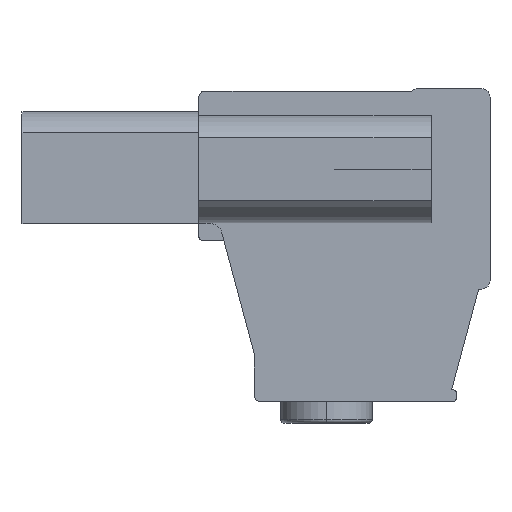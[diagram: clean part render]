
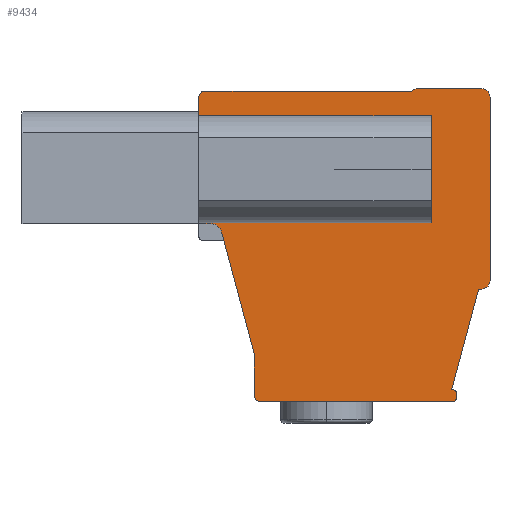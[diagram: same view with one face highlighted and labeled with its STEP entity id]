
A CAD part, front view. The second image highlights one B-rep face of the part: STEP entity #9434.
In plain terms, the highlighted planar face has unit normal (0, -1, 0).
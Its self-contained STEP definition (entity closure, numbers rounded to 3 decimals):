
#497=DIRECTION('',(0.,0.,-1.));
#498=VECTOR('',#497,1.55);
#499=CARTESIAN_POINT('',(0.,-70.96,5.8));
#500=LINE('',#499,#498);
#523=DIRECTION('',(0.,0.,-1.));
#524=VECTOR('',#523,0.05);
#525=CARTESIAN_POINT('',(0.,-70.96,-4.65));
#526=LINE('',#525,#524);
#1475=DIRECTION('',(0.,0.,-1.));
#1476=VECTOR('',#1475,1.);
#1477=CARTESIAN_POINT('',(19.3,-70.96,-3.65));
#1478=LINE('',#1477,#1476);
#1479=DIRECTION('',(-1.,0.,0.));
#1480=VECTOR('',#1479,13.2);
#1481=CARTESIAN_POINT('',(19.3,-70.96,3.25));
#1482=LINE('',#1481,#1480);
#1483=DIRECTION('',(0.,0.,-1.));
#1484=VECTOR('',#1483,1.);
#1485=CARTESIAN_POINT('',(19.3,-70.96,4.25));
#1486=LINE('',#1485,#1484);
#1487=DIRECTION('',(1.,0.,0.));
#1488=VECTOR('',#1487,19.3);
#1489=CARTESIAN_POINT('',(0.,-70.96,4.25));
#1490=LINE('',#1489,#1488);
#1491=CARTESIAN_POINT('',(0.5,-70.96,5.8));
#1492=DIRECTION('',(0.,1.,0.));
#1493=DIRECTION('',(-1.,0.,0.));
#1494=AXIS2_PLACEMENT_3D('',#1491,#1492,#1493);
#1496=DIRECTION('',(1.,0.,0.));
#1497=VECTOR('',#1496,17.204);
#1498=CARTESIAN_POINT('',(0.5,-70.96,6.3));
#1499=LINE('',#1498,#1497);
#1500=DIRECTION('',(0.866,0.,0.5));
#1501=VECTOR('',#1500,0.4);
#1502=CARTESIAN_POINT('',(17.704,-70.96,6.3));
#1503=LINE('',#1502,#1501);
#1504=DIRECTION('',(1.,0.,0.));
#1505=VECTOR('',#1504,5.45);
#1506=CARTESIAN_POINT('',(18.05,-70.96,6.5));
#1507=LINE('',#1506,#1505);
#1508=CARTESIAN_POINT('',(23.5,-70.96,5.8));
#1509=DIRECTION('',(0.,1.,0.));
#1510=DIRECTION('',(0.,0.,1.));
#1511=AXIS2_PLACEMENT_3D('',#1508,#1509,#1510);
#1513=CARTESIAN_POINT('',(23.5,-70.96,-9.45));
#1514=DIRECTION('',(0.,1.,0.));
#1515=DIRECTION('',(1.,0.,0.));
#1516=AXIS2_PLACEMENT_3D('',#1513,#1514,#1515);
#1518=DIRECTION('',(-1.,0.,0.));
#1519=VECTOR('',#1518,0.25);
#1520=CARTESIAN_POINT('',(23.5,-70.96,-10.15));
#1521=LINE('',#1520,#1519);
#1522=DIRECTION('',(-0.259,0.,-0.966));
#1523=VECTOR('',#1522,8.645);
#1524=CARTESIAN_POINT('',(23.25,-70.96,-10.15));
#1525=LINE('',#1524,#1523);
#1526=DIRECTION('',(1.,0.,0.));
#1527=VECTOR('',#1526,0.087);
#1528=CARTESIAN_POINT('',(21.013,-70.96,-18.5));
#1529=LINE('',#1528,#1527);
#1530=CARTESIAN_POINT('',(21.1,-70.96,-18.8));
#1531=DIRECTION('',(0.,1.,0.));
#1532=DIRECTION('',(0.,0.,1.));
#1533=AXIS2_PLACEMENT_3D('',#1530,#1531,#1532);
#1535=DIRECTION('',(0.,0.,-1.));
#1536=VECTOR('',#1535,0.4);
#1537=CARTESIAN_POINT('',(21.4,-70.96,-18.8));
#1538=LINE('',#1537,#1536);
#1539=CARTESIAN_POINT('',(21.1,-70.96,-19.2));
#1540=DIRECTION('',(0.,1.,0.));
#1541=DIRECTION('',(1.,0.,0.));
#1542=AXIS2_PLACEMENT_3D('',#1539,#1540,#1541);
#1544=DIRECTION('',(-1.,0.,0.));
#1545=VECTOR('',#1544,16.);
#1546=CARTESIAN_POINT('',(21.1,-70.96,-19.5));
#1547=LINE('',#1546,#1545);
#1548=CARTESIAN_POINT('',(5.1,-70.96,-19.));
#1549=DIRECTION('',(0.,1.,0.));
#1550=DIRECTION('',(0.,0.,-1.));
#1551=AXIS2_PLACEMENT_3D('',#1548,#1549,#1550);
#1553=DIRECTION('',(0.,0.,1.));
#1554=VECTOR('',#1553,3.478);
#1555=CARTESIAN_POINT('',(4.6,-70.96,-19.));
#1556=LINE('',#1555,#1554);
#1557=DIRECTION('',(-0.259,0.,0.966));
#1558=VECTOR('',#1557,10.436);
#1559=CARTESIAN_POINT('',(4.6,-70.96,-15.522));
#1560=LINE('',#1559,#1558);
#1561=CARTESIAN_POINT('',(0.933,-70.96,-5.7));
#1562=DIRECTION('',(0.,-1.,0.));
#1563=DIRECTION('',(0.966,0.,0.259));
#1564=AXIS2_PLACEMENT_3D('',#1561,#1562,#1563);
#1566=DIRECTION('',(-1.,0.,0.));
#1567=VECTOR('',#1566,0.933);
#1568=CARTESIAN_POINT('',(0.933,-70.96,-4.7));
#1569=LINE('',#1568,#1567);
#1570=DIRECTION('',(1.,0.,0.));
#1571=VECTOR('',#1570,19.3);
#1572=CARTESIAN_POINT('',(0.,-70.96,-4.65));
#1573=LINE('',#1572,#1571);
#1813=DIRECTION('',(-1.,0.,0.));
#1814=VECTOR('',#1813,13.2);
#1815=CARTESIAN_POINT('',(19.3,-70.96,-3.65));
#1816=LINE('',#1815,#1814);
#1838=DIRECTION('',(0.,0.,-1.));
#1839=VECTOR('',#1838,6.9);
#1840=CARTESIAN_POINT('',(6.1,-70.96,3.25));
#1841=LINE('',#1840,#1839);
#1878=DIRECTION('',(0.,0.,1.));
#1879=VECTOR('',#1878,15.25);
#1880=CARTESIAN_POINT('',(24.2,-70.96,-9.45));
#1881=LINE('',#1880,#1879);
#6270=CARTESIAN_POINT('',(24.2,-70.96,-9.45));
#6271=CARTESIAN_POINT('',(23.5,-70.96,-10.15));
#6272=VERTEX_POINT('',#6270);
#6273=VERTEX_POINT('',#6271);
#6274=CARTESIAN_POINT('',(23.25,-70.96,-10.15));
#6275=VERTEX_POINT('',#6274);
#6276=CARTESIAN_POINT('',(21.013,-70.96,-18.5));
#6277=VERTEX_POINT('',#6276);
#6278=CARTESIAN_POINT('',(21.1,-70.96,-18.5));
#6279=VERTEX_POINT('',#6278);
#6280=CARTESIAN_POINT('',(21.4,-70.96,-18.8));
#6281=VERTEX_POINT('',#6280);
#6282=CARTESIAN_POINT('',(21.4,-70.96,-19.2));
#6283=VERTEX_POINT('',#6282);
#6284=CARTESIAN_POINT('',(21.1,-70.96,-19.5));
#6285=VERTEX_POINT('',#6284);
#6286=CARTESIAN_POINT('',(5.1,-70.96,-19.5));
#6287=VERTEX_POINT('',#6286);
#6288=CARTESIAN_POINT('',(4.6,-70.96,-19.));
#6289=VERTEX_POINT('',#6288);
#6290=CARTESIAN_POINT('',(4.6,-70.96,-15.522));
#6291=VERTEX_POINT('',#6290);
#6292=CARTESIAN_POINT('',(1.899,-70.96,-5.441));
#6293=VERTEX_POINT('',#6292);
#6294=CARTESIAN_POINT('',(0.933,-70.96,-4.7));
#6295=VERTEX_POINT('',#6294);
#6296=CARTESIAN_POINT('',(0.,-70.96,5.8));
#6297=CARTESIAN_POINT('',(0.5,-70.96,6.3));
#6298=VERTEX_POINT('',#6296);
#6299=VERTEX_POINT('',#6297);
#6300=CARTESIAN_POINT('',(17.704,-70.96,6.3));
#6301=VERTEX_POINT('',#6300);
#6302=CARTESIAN_POINT('',(18.05,-70.96,6.5));
#6303=VERTEX_POINT('',#6302);
#6304=CARTESIAN_POINT('',(23.5,-70.96,6.5));
#6305=VERTEX_POINT('',#6304);
#6306=CARTESIAN_POINT('',(24.2,-70.96,5.8));
#6307=VERTEX_POINT('',#6306);
#6358=CARTESIAN_POINT('',(0.,-70.96,-4.7));
#6359=VERTEX_POINT('',#6358);
#7874=CARTESIAN_POINT('',(19.3,-70.96,-4.65));
#7875=VERTEX_POINT('',#7874);
#7876=CARTESIAN_POINT('',(19.3,-70.96,4.25));
#7877=VERTEX_POINT('',#7876);
#7878=CARTESIAN_POINT('',(0.,-70.96,-4.65));
#7879=VERTEX_POINT('',#7878);
#7880=CARTESIAN_POINT('',(0.,-70.96,4.25));
#7881=VERTEX_POINT('',#7880);
#7890=CARTESIAN_POINT('',(6.1,-70.96,-3.65));
#7892=VERTEX_POINT('',#7890);
#7896=CARTESIAN_POINT('',(6.1,-70.96,3.25));
#7897=VERTEX_POINT('',#7896);
#7898=CARTESIAN_POINT('',(19.3,-70.96,-3.65));
#7899=VERTEX_POINT('',#7898);
#7904=CARTESIAN_POINT('',(19.3,-70.96,3.25));
#7905=VERTEX_POINT('',#7904);
#9376=CARTESIAN_POINT('',(0.,-70.96,0.));
#9377=DIRECTION('',(0.,1.,0.));
#9378=DIRECTION('',(1.,0.,0.));
#9379=AXIS2_PLACEMENT_3D('',#9376,#9377,#9378);
#9380=PLANE('',#9379);
#9382=ORIENTED_EDGE('',*,*,#9381,.F.);
#9384=ORIENTED_EDGE('',*,*,#9383,.T.);
#9386=ORIENTED_EDGE('',*,*,#9385,.F.);
#9388=ORIENTED_EDGE('',*,*,#9387,.F.);
#9390=ORIENTED_EDGE('',*,*,#9389,.F.);
#9392=ORIENTED_EDGE('',*,*,#9391,.F.);
#9393=ORIENTED_EDGE('',*,*,#8556,.F.);
#9395=ORIENTED_EDGE('',*,*,#9394,.T.);
#9397=ORIENTED_EDGE('',*,*,#9396,.T.);
#9399=ORIENTED_EDGE('',*,*,#9398,.T.);
#9401=ORIENTED_EDGE('',*,*,#9400,.T.);
#9403=ORIENTED_EDGE('',*,*,#9402,.T.);
#9405=ORIENTED_EDGE('',*,*,#9404,.F.);
#9407=ORIENTED_EDGE('',*,*,#9406,.T.);
#9409=ORIENTED_EDGE('',*,*,#9408,.T.);
#9411=ORIENTED_EDGE('',*,*,#9410,.T.);
#9413=ORIENTED_EDGE('',*,*,#9412,.T.);
#9415=ORIENTED_EDGE('',*,*,#9414,.T.);
#9417=ORIENTED_EDGE('',*,*,#9416,.T.);
#9419=ORIENTED_EDGE('',*,*,#9418,.T.);
#9421=ORIENTED_EDGE('',*,*,#9420,.T.);
#9423=ORIENTED_EDGE('',*,*,#9422,.T.);
#9425=ORIENTED_EDGE('',*,*,#9424,.T.);
#9426=ORIENTED_EDGE('',*,*,#9282,.T.);
#9427=ORIENTED_EDGE('',*,*,#9346,.T.);
#9428=ORIENTED_EDGE('',*,*,#9096,.T.);
#9429=ORIENTED_EDGE('',*,*,#8568,.F.);
#9431=ORIENTED_EDGE('',*,*,#9430,.T.);
#9432=EDGE_LOOP('',(#9382,#9384,#9386,#9388,#9390,#9392,#9393,#9395,#9397,#9399,
#9401,#9403,#9405,#9407,#9409,#9411,#9413,#9415,#9417,#9419,#9421,#9423,#9425,
#9426,#9427,#9428,#9429,#9431));
#9433=FACE_OUTER_BOUND('',#9432,.F.);
#1495=CIRCLE('',#1494,0.5);
#1512=CIRCLE('',#1511,0.7);
#1517=CIRCLE('',#1516,0.7);
#1534=CIRCLE('',#1533,0.3);
#1543=CIRCLE('',#1542,0.3);
#1552=CIRCLE('',#1551,0.5);
#1565=CIRCLE('',#1564,1.);
#8556=EDGE_CURVE('',#6298,#7881,#500,.T.);
#8568=EDGE_CURVE('',#7879,#6359,#526,.T.);
#9096=EDGE_CURVE('',#6295,#6359,#1569,.T.);
#9282=EDGE_CURVE('',#6291,#6293,#1560,.T.);
#9346=EDGE_CURVE('',#6293,#6295,#1565,.T.);
#9381=EDGE_CURVE('',#7899,#7875,#1478,.T.);
#9383=EDGE_CURVE('',#7899,#7892,#1816,.T.);
#9385=EDGE_CURVE('',#7897,#7892,#1841,.T.);
#9387=EDGE_CURVE('',#7905,#7897,#1482,.T.);
#9389=EDGE_CURVE('',#7877,#7905,#1486,.T.);
#9391=EDGE_CURVE('',#7881,#7877,#1490,.T.);
#9394=EDGE_CURVE('',#6298,#6299,#1495,.T.);
#9396=EDGE_CURVE('',#6299,#6301,#1499,.T.);
#9398=EDGE_CURVE('',#6301,#6303,#1503,.T.);
#9400=EDGE_CURVE('',#6303,#6305,#1507,.T.);
#9402=EDGE_CURVE('',#6305,#6307,#1512,.T.);
#9404=EDGE_CURVE('',#6272,#6307,#1881,.T.);
#9406=EDGE_CURVE('',#6272,#6273,#1517,.T.);
#9408=EDGE_CURVE('',#6273,#6275,#1521,.T.);
#9410=EDGE_CURVE('',#6275,#6277,#1525,.T.);
#9412=EDGE_CURVE('',#6277,#6279,#1529,.T.);
#9414=EDGE_CURVE('',#6279,#6281,#1534,.T.);
#9416=EDGE_CURVE('',#6281,#6283,#1538,.T.);
#9418=EDGE_CURVE('',#6283,#6285,#1543,.T.);
#9420=EDGE_CURVE('',#6285,#6287,#1547,.T.);
#9422=EDGE_CURVE('',#6287,#6289,#1552,.T.);
#9424=EDGE_CURVE('',#6289,#6291,#1556,.T.);
#9430=EDGE_CURVE('',#7879,#7875,#1573,.T.);
#9434=ADVANCED_FACE('',(#9433),#9380,.F.);
